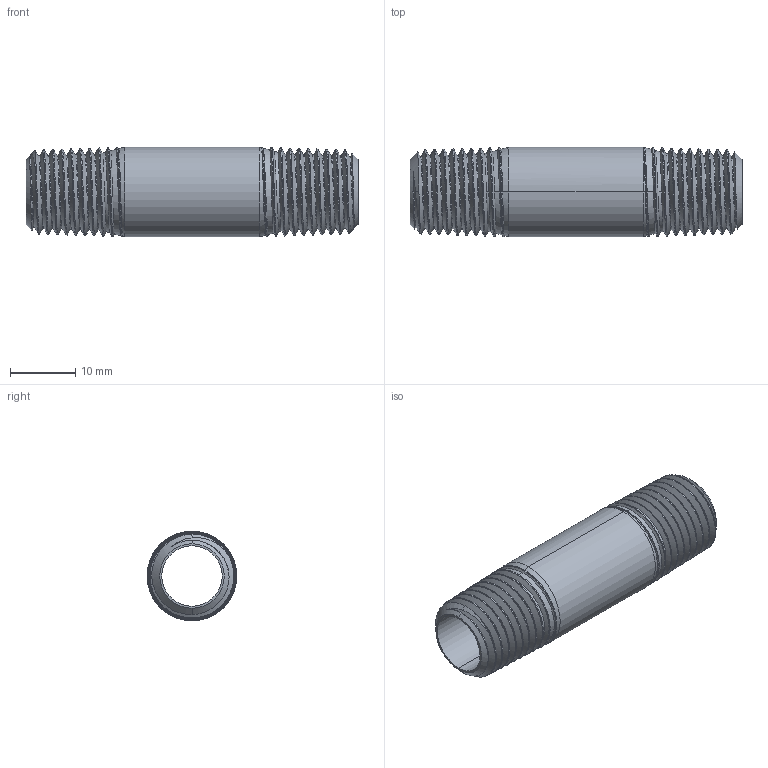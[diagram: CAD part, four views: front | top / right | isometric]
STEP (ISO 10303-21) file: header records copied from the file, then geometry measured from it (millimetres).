
FILE_DESCRIPTION (( 'STEP AP203' ), '1' );
FILE_NAME ('4830K133_Standard-Wall 304 304L Stainless Steel Pipe Nipple.STEP', '2021-09-09T23:57:42', ( 'Administrator' ), ( 'Managed by Terraform' ), 'SwSTEP 2.0', 'SolidWorks 2017', '' );
FILE_SCHEMA (( 'CONFIG_CONTROL_DESIGN' ));
Length unit declared in the file: inch
Products named in the file (1): 4830K133_Standard-Wall 304 304L Stainless Steel Pipe Nipple
Bounding box: 50.8 x 13.72 x 13.72 mm (x, y, z)
Volume: 3252.7 mm3; surface area: 4309.2 mm2
Topology: 1 solids, 1 shells, 78 faces, 562 edges, 486 vertices
Faces by surface type: cone 62, bspline 10, cylinder 4, plane 2
Entity records: 26327 total; most frequent: CARTESIAN_POINT 22809, ORIENTED_EDGE 1124, EDGE_CURVE 562, VERTEX_POINT 486, B_SPLINE_CURVE_WITH_KNOTS 482, DIRECTION 236, AXIS2_PLACEMENT_3D 87, EDGE_LOOP 80
